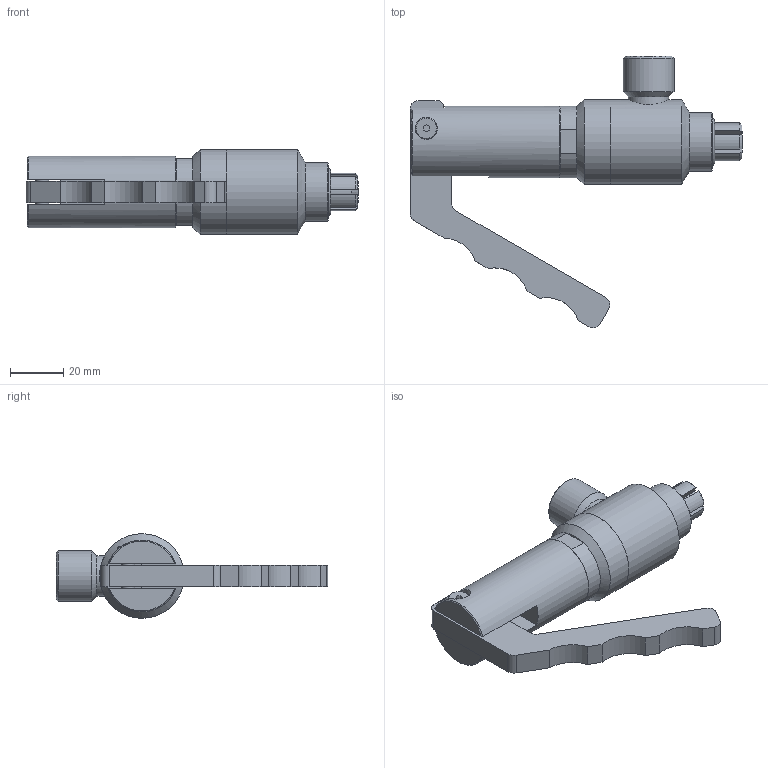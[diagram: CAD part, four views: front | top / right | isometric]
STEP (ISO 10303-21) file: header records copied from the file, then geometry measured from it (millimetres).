
FILE_DESCRIPTION(/* description */ (''),/* implementation_level */ '2;1');
FILE_NAME(/* name */ 'FNL-064041.stp',/* time_stamp */ '2014-01-07T11:34:45-06:00',/* author */ ('scottg'),/* organization */ ('FasTest,Inc.'),/* preprocessor_version */ 'ST-DEVELOPER v15.2',/* originating_system */ 'Autodesk Inventor 2014',/* authorisation */ '');
FILE_SCHEMA (('AUTOMOTIVE_DESIGN { 1 0 10303 214 3 1 1 }'));
Length unit declared in the file: inch
Products named in the file (1): FNL-064041
Bounding box: 124.53 x 101.86 x 31.75 mm (x, y, z)
Volume: 11720.2 mm3; surface area: 21503.2 mm2
Topology: 2 solids, 5 shells, 173 faces, 447 edges, 296 vertices
Faces by surface type: plane 108, cylinder 37, cone 20, torus 8
Full cylindrical faces by diameter (mm): 4.826 x2, 4.978 x1, 8.157 x1, 8.331 x1, 10.719 x1, 12.319 x1, 15.189 x1, 19.05 x1, 21.971 x1, 25.044 x1, 26.924 x1, 27.483 x1, 31.75 x2
Entity records: 5270 total; most frequent: CARTESIAN_POINT 1265, DIRECTION 810, ORIENTED_EDGE 806, EDGE_CURVE 401, AXIS2_PLACEMENT_3D 300, VERTEX_POINT 281, EDGE_LOOP 226, LINE 210
